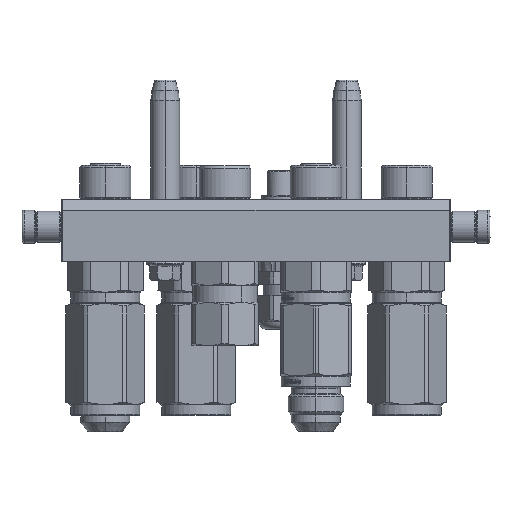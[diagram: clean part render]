
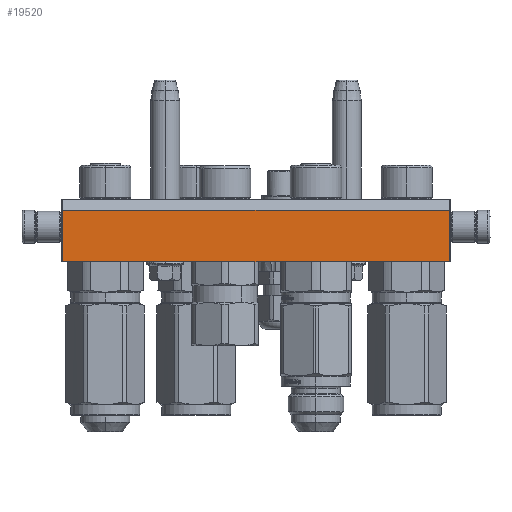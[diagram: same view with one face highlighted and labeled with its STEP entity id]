
A CAD part, left-side view. The second image highlights one B-rep face of the part: STEP entity #19520.
In plain terms, the highlighted face is planar.
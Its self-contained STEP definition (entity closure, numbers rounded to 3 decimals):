
#537 = VECTOR ( 'NONE', #17980, 1000. ) ;
#3137 = EDGE_CURVE ( 'NONE', #24126, #72501, #56774, .T. ) ;
#9291 = VECTOR ( 'NONE', #91445, 1000. ) ;
#10124 = CARTESIAN_POINT ( 'NONE',  ( 93.5, 15., -45. ) ) ;
#10433 = ORIENTED_EDGE ( 'NONE', *, *, #13975, .F. ) ;
#10764 = EDGE_CURVE ( 'NONE', #41322, #87791, #31486, .T. ) ;
#13340 = EDGE_CURVE ( 'NONE', #87791, #72501, #42859, .T. ) ;
#13975 = EDGE_CURVE ( 'NONE', #24126, #41322, #31117, .T. ) ;
#17980 = DIRECTION ( 'NONE',  ( -1., 0., 0. ) ) ;
#19520 = ADVANCED_FACE ( 'NONE', ( #101853 ), #89128, .T. ) ;
#22408 = CARTESIAN_POINT ( 'NONE',  ( 93.5, -10., -45. ) ) ;
#24126 = VERTEX_POINT ( 'NONE', #71963 ) ;
#26090 = CARTESIAN_POINT ( 'NONE',  ( 94., -15., -45. ) ) ;
#29046 = AXIS2_PLACEMENT_3D ( 'NONE', #26090, #33644, #83287 ) ;
#31117 = LINE ( 'NONE', #83863, #9291 ) ;
#31486 = LINE ( 'NONE', #66362, #51940 ) ;
#32636 = ORIENTED_EDGE ( 'NONE', *, *, #3137, .T. ) ;
#33644 = DIRECTION ( 'NONE',  ( 0., 0., -1. ) ) ;
#41322 = VERTEX_POINT ( 'NONE', #22408 ) ;
#42859 = LINE ( 'NONE', #74885, #537 ) ;
#51940 = VECTOR ( 'NONE', #92139, 1000. ) ;
#56774 = LINE ( 'NONE', #65178, #61779 ) ;
#60819 = CARTESIAN_POINT ( 'NONE',  ( -93.5, 15., -45. ) ) ;
#61779 = VECTOR ( 'NONE', #68002, 1000. ) ;
#64853 = ORIENTED_EDGE ( 'NONE', *, *, #10764, .F. ) ;
#65178 = CARTESIAN_POINT ( 'NONE',  ( -93.5, -10., -45. ) ) ;
#66362 = CARTESIAN_POINT ( 'NONE',  ( 93.5, -10., -45. ) ) ;
#68002 = DIRECTION ( 'NONE',  ( 0., 1., 0. ) ) ;
#71061 = ORIENTED_EDGE ( 'NONE', *, *, #13340, .F. ) ;
#71963 = CARTESIAN_POINT ( 'NONE',  ( -93.5, -10., -45. ) ) ;
#72501 = VERTEX_POINT ( 'NONE', #60819 ) ;
#74885 = CARTESIAN_POINT ( 'NONE',  ( 93.5, 15., -45. ) ) ;
#83287 = DIRECTION ( 'NONE',  ( -1., 0., 0. ) ) ;
#83863 = CARTESIAN_POINT ( 'NONE',  ( -93.5, -10., -45. ) ) ;
#84557 = EDGE_LOOP ( 'NONE', ( #71061, #64853, #10433, #32636 ) ) ;
#87791 = VERTEX_POINT ( 'NONE', #10124 ) ;
#89128 = PLANE ( 'NONE',  #29046 ) ;
#91445 = DIRECTION ( 'NONE',  ( 1., 0., 0. ) ) ;
#92139 = DIRECTION ( 'NONE',  ( 0., 1., 0. ) ) ;
#101853 = FACE_OUTER_BOUND ( 'NONE', #84557, .T. ) ;
